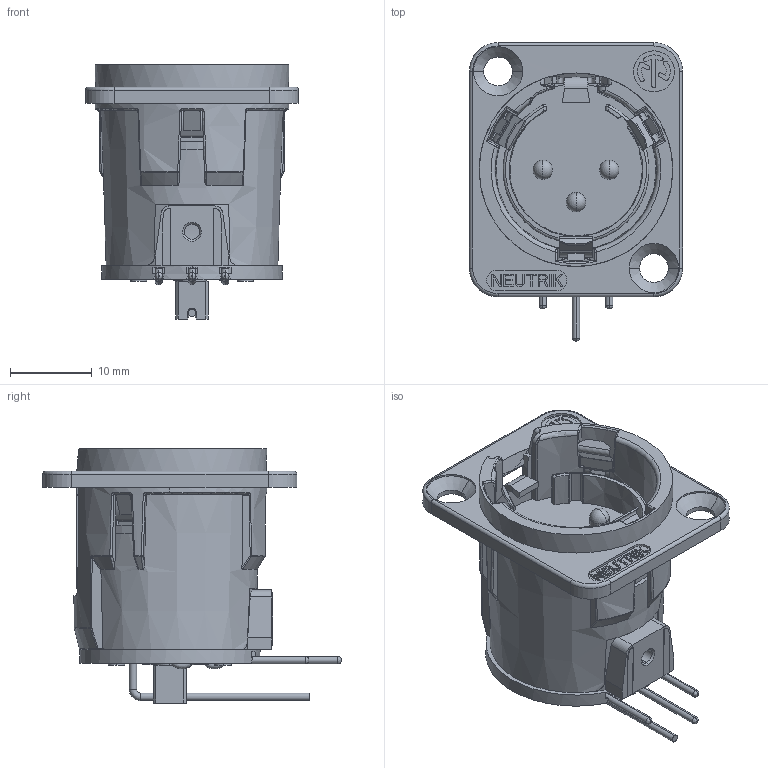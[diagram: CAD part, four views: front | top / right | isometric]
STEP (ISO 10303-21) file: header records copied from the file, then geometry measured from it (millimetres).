
FILE_DESCRIPTION((''),'2;1');
FILE_NAME('NC3MD-H','2020-12-10T10:17:21',('phk'),(''),'CREO PARAMETRIC BY PTC INC, 2019080','CREO PARAMETRIC BY PTC INC, 2019080','');
FILE_SCHEMA(('CONFIG_CONTROL_DESIGN'));
Length unit declared in the file: millimetre
Products named in the file (1): NC3MD-H
Bounding box: 26 x 36.4 x 31 mm (x, y, z)
Volume: 8265.1 mm3; surface area: 5561 mm2
Topology: 1 solids, 3 shells, 1308 faces, 3536 edges, 2246 vertices
Faces by surface type: plane 857, cylinder 233, bspline 92, torus 53, cone 37, sphere 36
Entity records: 44538 total; most frequent: CARTESIAN_POINT 12466, ORIENTED_EDGE 7056, DIRECTION 6122, EDGE_CURVE 3530, VECTOR 2366, LINE 2366, VERTEX_POINT 2246, AXIS2_PLACEMENT_3D 1878
